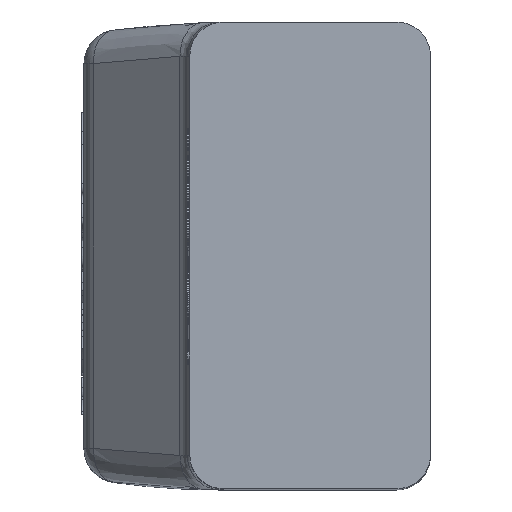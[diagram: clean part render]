
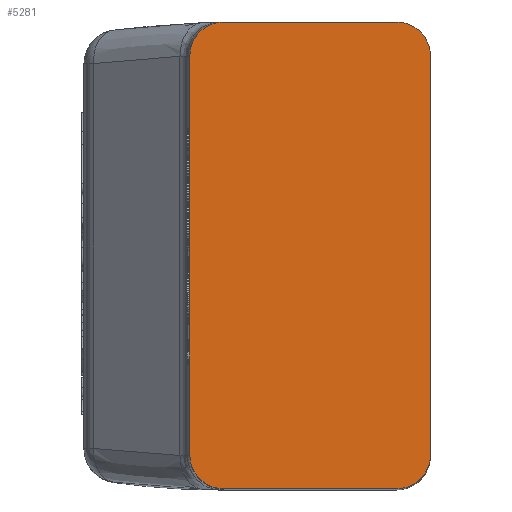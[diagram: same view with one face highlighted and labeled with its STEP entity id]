
A CAD part, top view. The second image highlights one B-rep face of the part: STEP entity #5281.
In plain terms, the highlighted planar face has unit normal (0, 0, 1).
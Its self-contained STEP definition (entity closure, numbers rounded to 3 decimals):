
#3058=CARTESIAN_POINT('Line Origine',(67.,0.,139.)) ;
#3062=CARTESIAN_POINT('Vertex',(67.,-41.5,139.)) ;
#3064=CARTESIAN_POINT('Vertex',(67.,41.5,139.)) ;
#3229=CARTESIAN_POINT('Vertex',(60.,48.5,139.)) ;
#3232=CARTESIAN_POINT('Axis2P3D Location',(60.,41.5,139.)) ;
#3267=CARTESIAN_POINT('Vertex',(24.,48.5,139.)) ;
#3270=CARTESIAN_POINT('Line Origine',(42.,48.5,139.)) ;
#4600=CARTESIAN_POINT('Vertex',(24.,-48.5,139.)) ;
#4614=CARTESIAN_POINT('Vertex',(60.,-48.5,139.)) ;
#4617=CARTESIAN_POINT('Line Origine',(42.,-48.5,139.)) ;
#4636=CARTESIAN_POINT('Axis2P3D Location',(60.,-41.5,139.)) ;
#5247=CARTESIAN_POINT('Axis2P3D Location',(0.,0.,139.)) ;
#5252=CARTESIAN_POINT('Line Origine',(17.,0.,139.)) ;
#5256=CARTESIAN_POINT('Vertex',(17.,41.5,139.)) ;
#5258=CARTESIAN_POINT('Vertex',(17.,-41.5,139.)) ;
#5261=CARTESIAN_POINT('Axis2P3D Location',(24.,-41.5,139.)) ;
#5266=CARTESIAN_POINT('Axis2P3D Location',(24.,41.5,139.)) ;
#3059=DIRECTION('Vector Direction',(0.,1.,0.)) ;
#3233=DIRECTION('Axis2P3D Direction',(0.,0.,1.)) ;
#3271=DIRECTION('Vector Direction',(1.,0.,0.)) ;
#4618=DIRECTION('Vector Direction',(-1.,0.,0.)) ;
#4637=DIRECTION('Axis2P3D Direction',(0.,0.,1.)) ;
#5248=DIRECTION('Axis2P3D Direction',(0.,0.,1.)) ;
#5249=DIRECTION('Axis2P3D XDirection',(1.,0.,0.)) ;
#5253=DIRECTION('Vector Direction',(0.,-1.,0.)) ;
#5262=DIRECTION('Axis2P3D Direction',(0.,0.,1.)) ;
#5267=DIRECTION('Axis2P3D Direction',(0.,0.,1.)) ;
#3234=AXIS2_PLACEMENT_3D('Circle Axis2P3D',#3232,#3233,$) ;
#4638=AXIS2_PLACEMENT_3D('Circle Axis2P3D',#4636,#4637,$) ;
#5250=AXIS2_PLACEMENT_3D('Plane Axis2P3D',#5247,#5248,#5249) ;
#5263=AXIS2_PLACEMENT_3D('Circle Axis2P3D',#5261,#5262,$) ;
#5268=AXIS2_PLACEMENT_3D('Circle Axis2P3D',#5266,#5267,$) ;
#5272=ORIENTED_EDGE('',*,*,#5260,.T.) ;
#5273=ORIENTED_EDGE('',*,*,#5265,.T.) ;
#5274=ORIENTED_EDGE('',*,*,#4621,.T.) ;
#5275=ORIENTED_EDGE('',*,*,#4640,.T.) ;
#5276=ORIENTED_EDGE('',*,*,#3066,.T.) ;
#5277=ORIENTED_EDGE('',*,*,#3236,.T.) ;
#5278=ORIENTED_EDGE('',*,*,#3274,.T.) ;
#5279=ORIENTED_EDGE('',*,*,#5270,.T.) ;
#3060=VECTOR('Line Direction',#3059,1.) ;
#3272=VECTOR('Line Direction',#3271,1.) ;
#4619=VECTOR('Line Direction',#4618,1.) ;
#5254=VECTOR('Line Direction',#5253,1.) ;
#5281=ADVANCED_FACE('PartBody',(#5280),#5251,.T.) ;
#3235=CIRCLE('generated circle',#3234,7.) ;
#4639=CIRCLE('generated circle',#4638,7.) ;
#5264=CIRCLE('generated circle',#5263,7.) ;
#5269=CIRCLE('generated circle',#5268,7.) ;
#3066=EDGE_CURVE('',#3063,#3065,#3061,.T.) ;
#3236=EDGE_CURVE('',#3065,#3230,#3235,.T.) ;
#3274=EDGE_CURVE('',#3230,#3268,#3273,.F.) ;
#4621=EDGE_CURVE('',#4601,#4615,#4620,.F.) ;
#4640=EDGE_CURVE('',#4615,#3063,#4639,.T.) ;
#5260=EDGE_CURVE('',#5257,#5259,#5255,.T.) ;
#5265=EDGE_CURVE('',#5259,#4601,#5264,.T.) ;
#5270=EDGE_CURVE('',#3268,#5257,#5269,.T.) ;
#5271=EDGE_LOOP('',(#5272,#5273,#5274,#5275,#5276,#5277,#5278,#5279)) ;
#5280=FACE_OUTER_BOUND('',#5271,.T.) ;
#3061=LINE('Line',#3058,#3060) ;
#3273=LINE('Line',#3270,#3272) ;
#4620=LINE('Line',#4617,#4619) ;
#5255=LINE('Line',#5252,#5254) ;
#5251=PLANE('Plane',#5250) ;
#3063=VERTEX_POINT('',#3062) ;
#3065=VERTEX_POINT('',#3064) ;
#3230=VERTEX_POINT('',#3229) ;
#3268=VERTEX_POINT('',#3267) ;
#4601=VERTEX_POINT('',#4600) ;
#4615=VERTEX_POINT('',#4614) ;
#5257=VERTEX_POINT('',#5256) ;
#5259=VERTEX_POINT('',#5258) ;
